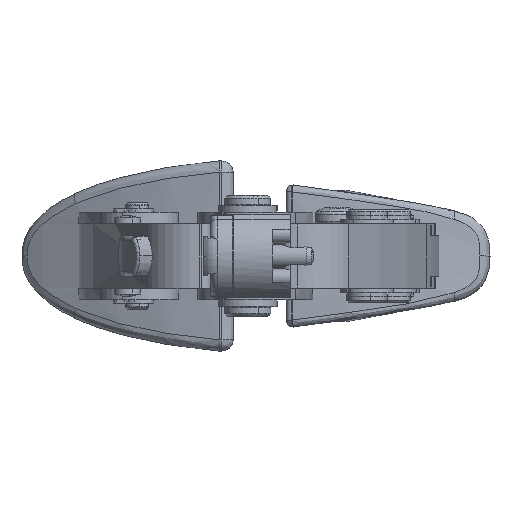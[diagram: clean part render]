
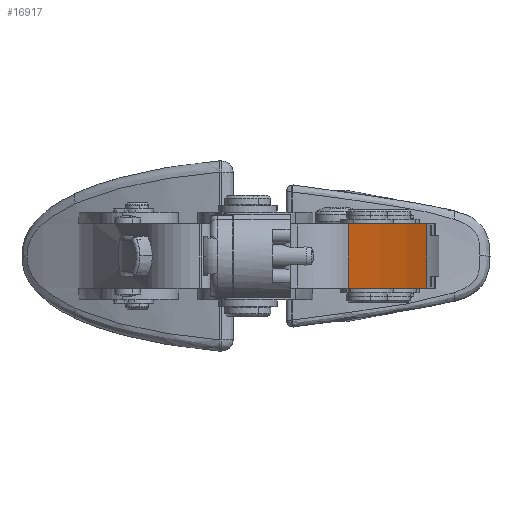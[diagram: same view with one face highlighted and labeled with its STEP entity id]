
A CAD part, left-side view. The second image highlights one B-rep face of the part: STEP entity #16917.
In plain terms, the highlighted cylindrical face has radius 136.613 mm (diameter 273.227 mm), a partial arc.
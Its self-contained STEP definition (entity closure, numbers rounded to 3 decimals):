
#16568=AXIS2_PLACEMENT_3D('Circle Axis2P3D',#16566,#16567,$) ;
#16897=AXIS2_PLACEMENT_3D('Cylinder Axis2P3D',#16894,#16895,#16896) ;
#16908=AXIS2_PLACEMENT_3D('Circle Axis2P3D',#16906,#16907,$) ;
#16563=CARTESIAN_POINT('Vertex',(7.397,24.571,22.06)) ;
#16566=CARTESIAN_POINT('Axis2P3D Location',(75.465,143.02,22.06)) ;
#16570=CARTESIAN_POINT('Vertex',(40.641,10.92,22.06)) ;
#16863=CARTESIAN_POINT('Line Origine',(40.641,10.92,16.51)) ;
#16867=CARTESIAN_POINT('Vertex',(40.641,10.92,10.96)) ;
#16894=CARTESIAN_POINT('Axis2P3D Location',(75.465,143.02,21.06)) ;
#16899=CARTESIAN_POINT('Line Origine',(7.397,24.571,21.06)) ;
#16903=CARTESIAN_POINT('Vertex',(7.397,24.571,10.96)) ;
#16906=CARTESIAN_POINT('Axis2P3D Location',(75.465,143.02,10.96)) ;
#16567=DIRECTION('Axis2P3D Direction',(0.,0.,-1.)) ;
#16864=DIRECTION('Vector Direction',(0.,0.,1.)) ;
#16895=DIRECTION('Axis2P3D Direction',(0.,0.,-1.)) ;
#16896=DIRECTION('Axis2P3D XDirection',(-0.239,-0.971,0.)) ;
#16900=DIRECTION('Vector Direction',(0.,0.,-1.)) ;
#16907=DIRECTION('Axis2P3D Direction',(0.,0.,-1.)) ;
#16865=VECTOR('Line Direction',#16864,1.) ;
#16901=VECTOR('Line Direction',#16900,1.) ;
#16912=ORIENTED_EDGE('',*,*,#16869,.F.) ;
#16913=ORIENTED_EDGE('',*,*,#16572,.T.) ;
#16914=ORIENTED_EDGE('',*,*,#16905,.T.) ;
#16915=ORIENTED_EDGE('',*,*,#16910,.F.) ;
#16917=ADVANCED_FACE('Hauptk\X2\00F6\X0\rper',(#16916),#16898,.T.) ;
#16569=CIRCLE('generated circle',#16568,136.614) ;
#16909=CIRCLE('generated circle',#16908,136.614) ;
#16898=CYLINDRICAL_SURFACE('generated cylinder',#16897,136.614) ;
#16572=EDGE_CURVE('',#16571,#16564,#16569,.T.) ;
#16869=EDGE_CURVE('',#16571,#16868,#16866,.F.) ;
#16905=EDGE_CURVE('',#16564,#16904,#16902,.T.) ;
#16910=EDGE_CURVE('',#16868,#16904,#16909,.T.) ;
#16911=EDGE_LOOP('',(#16912,#16913,#16914,#16915)) ;
#16916=FACE_OUTER_BOUND('',#16911,.T.) ;
#16866=LINE('Line',#16863,#16865) ;
#16902=LINE('Line',#16899,#16901) ;
#16564=VERTEX_POINT('',#16563) ;
#16571=VERTEX_POINT('',#16570) ;
#16868=VERTEX_POINT('',#16867) ;
#16904=VERTEX_POINT('',#16903) ;
